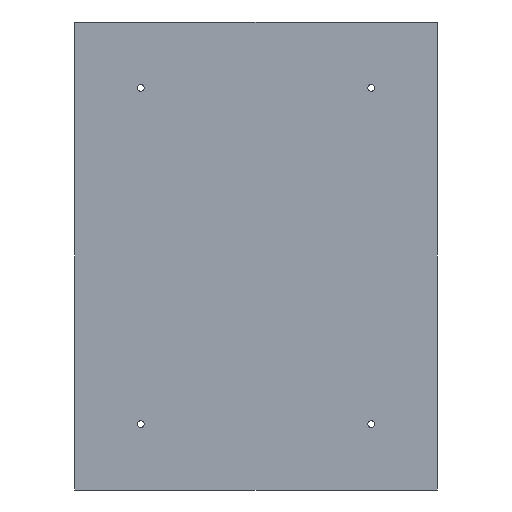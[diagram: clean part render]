
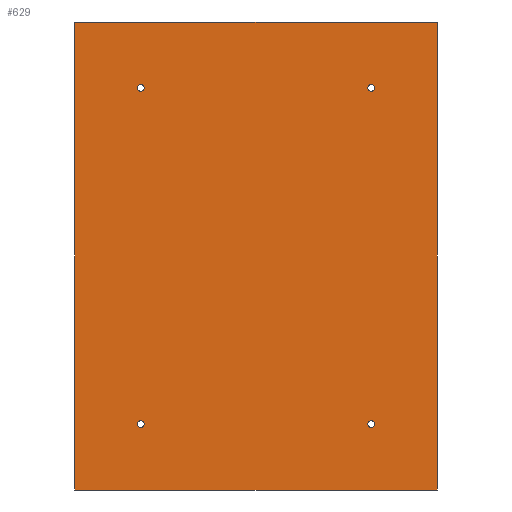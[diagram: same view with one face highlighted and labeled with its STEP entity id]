
A CAD part, front view. The second image highlights one B-rep face of the part: STEP entity #629.
In plain terms, the highlighted planar face has unit normal (0, -1, 0).
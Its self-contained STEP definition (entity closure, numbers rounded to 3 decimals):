
#19 = AXIS2_PLACEMENT_3D ( 'NONE', #618, #818, #813 ) ;
#22 = CARTESIAN_POINT ( 'NONE',  ( 52.45, 0., -74.95 ) ) ;
#47 = ORIENTED_EDGE ( 'NONE', *, *, #111, .T. ) ;
#50 = AXIS2_PLACEMENT_3D ( 'NONE', #594, #226, #369 ) ;
#52 = EDGE_LOOP ( 'NONE', ( #236, #858 ) ) ;
#81 = VECTOR ( 'NONE', #538, 1000. ) ;
#95 = CIRCLE ( 'NONE', #460, 1.55 ) ;
#105 = DIRECTION ( 'NONE',  ( 0., 1., 0. ) ) ;
#108 = CARTESIAN_POINT ( 'NONE',  ( 52.45, 0., 76.5 ) ) ;
#111 = EDGE_CURVE ( 'NONE', #207, #692, #95, .T. ) ;
#112 = CIRCLE ( 'NONE', #139, 1.55 ) ;
#123 = LINE ( 'NONE', #899, #535 ) ;
#139 = AXIS2_PLACEMENT_3D ( 'NONE', #546, #475, #752 ) ;
#141 = DIRECTION ( 'NONE',  ( 0., 0., 1. ) ) ;
#142 = VERTEX_POINT ( 'NONE', #175 ) ;
#148 = EDGE_CURVE ( 'NONE', #313, #627, #238, .T. ) ;
#156 = AXIS2_PLACEMENT_3D ( 'NONE', #526, #801, #378 ) ;
#157 = VERTEX_POINT ( 'NONE', #22 ) ;
#170 = CARTESIAN_POINT ( 'NONE',  ( -82.45, 0., 106.5 ) ) ;
#172 = VERTEX_POINT ( 'NONE', #871 ) ;
#175 = CARTESIAN_POINT ( 'NONE',  ( -52.45, 0., 74.95 ) ) ;
#182 = DIRECTION ( 'NONE',  ( 0., 0., 1. ) ) ;
#196 = EDGE_CURVE ( 'NONE', #692, #207, #736, .T. ) ;
#199 = VERTEX_POINT ( 'NONE', #513 ) ;
#207 = VERTEX_POINT ( 'NONE', #595 ) ;
#219 = ORIENTED_EDGE ( 'NONE', *, *, #148, .F. ) ;
#226 = DIRECTION ( 'NONE',  ( 0., 1., 0. ) ) ;
#236 = ORIENTED_EDGE ( 'NONE', *, *, #412, .T. ) ;
#238 = LINE ( 'NONE', #170, #521 ) ;
#246 = CIRCLE ( 'NONE', #403, 1.55 ) ;
#247 = PLANE ( 'NONE',  #709 ) ;
#265 = VERTEX_POINT ( 'NONE', #789 ) ;
#286 = CARTESIAN_POINT ( 'NONE',  ( -52.45, 0., 78.05 ) ) ;
#288 = ORIENTED_EDGE ( 'NONE', *, *, #779, .T. ) ;
#305 = EDGE_CURVE ( 'NONE', #401, #313, #123, .T. ) ;
#306 = FACE_OUTER_BOUND ( 'NONE', #328, .T. ) ;
#310 = FACE_BOUND ( 'NONE', #467, .T. ) ;
#311 = DIRECTION ( 'NONE',  ( 1., 0., 0. ) ) ;
#313 = VERTEX_POINT ( 'NONE', #551 ) ;
#326 = EDGE_CURVE ( 'NONE', #142, #548, #112, .T. ) ;
#328 = EDGE_LOOP ( 'NONE', ( #333, #494, #219, #795 ) ) ;
#331 = DIRECTION ( 'NONE',  ( 0., 0., 1. ) ) ;
#333 = ORIENTED_EDGE ( 'NONE', *, *, #772, .F. ) ;
#334 = DIRECTION ( 'NONE',  ( -1., 0., 0. ) ) ;
#369 = DIRECTION ( 'NONE',  ( 0., 0., 1. ) ) ;
#378 = DIRECTION ( 'NONE',  ( 0., 0., 1. ) ) ;
#394 = DIRECTION ( 'NONE',  ( 0., 1., 0. ) ) ;
#401 = VERTEX_POINT ( 'NONE', #877 ) ;
#402 = CIRCLE ( 'NONE', #19, 1.55 ) ;
#403 = AXIS2_PLACEMENT_3D ( 'NONE', #542, #394, #182 ) ;
#412 = EDGE_CURVE ( 'NONE', #548, #142, #402, .T. ) ;
#413 = CARTESIAN_POINT ( 'NONE',  ( -52.45, 0., -78.05 ) ) ;
#450 = AXIS2_PLACEMENT_3D ( 'NONE', #876, #612, #331 ) ;
#460 = AXIS2_PLACEMENT_3D ( 'NONE', #840, #626, #141 ) ;
#467 = EDGE_LOOP ( 'NONE', ( #806, #890 ) ) ;
#475 = DIRECTION ( 'NONE',  ( 0., 1., 0. ) ) ;
#494 = ORIENTED_EDGE ( 'NONE', *, *, #903, .F. ) ;
#512 = CARTESIAN_POINT ( 'NONE',  ( -80.9, 0., -29.78 ) ) ;
#513 = CARTESIAN_POINT ( 'NONE',  ( -52.45, 0., -74.95 ) ) ;
#517 = FACE_BOUND ( 'NONE', #826, .T. ) ;
#521 = VECTOR ( 'NONE', #311, 1000. ) ;
#526 = CARTESIAN_POINT ( 'NONE',  ( -52.45, 0., -76.5 ) ) ;
#530 = DIRECTION ( 'NONE',  ( 0., 0., 1. ) ) ;
#535 = VECTOR ( 'NONE', #889, 1000. ) ;
#538 = DIRECTION ( 'NONE',  ( 0., 0., -1. ) ) ;
#542 = CARTESIAN_POINT ( 'NONE',  ( -52.45, 0., -76.5 ) ) ;
#546 = CARTESIAN_POINT ( 'NONE',  ( -52.45, 0., 76.5 ) ) ;
#548 = VERTEX_POINT ( 'NONE', #286 ) ;
#549 = CIRCLE ( 'NONE', #450, 1.55 ) ;
#551 = CARTESIAN_POINT ( 'NONE',  ( -82.45, 0., 106.5 ) ) ;
#559 = VERTEX_POINT ( 'NONE', #413 ) ;
#589 = FACE_BOUND ( 'NONE', #52, .T. ) ;
#594 = CARTESIAN_POINT ( 'NONE',  ( 52.45, 0., -76.5 ) ) ;
#595 = CARTESIAN_POINT ( 'NONE',  ( 52.45, 0., 74.95 ) ) ;
#600 = LINE ( 'NONE', #749, #81 ) ;
#606 = VECTOR ( 'NONE', #334, 1000. ) ;
#612 = DIRECTION ( 'NONE',  ( 0., 1., 0. ) ) ;
#615 = ORIENTED_EDGE ( 'NONE', *, *, #695, .T. ) ;
#618 = CARTESIAN_POINT ( 'NONE',  ( -52.45, 0., 76.5 ) ) ;
#626 = DIRECTION ( 'NONE',  ( 0., 1., 0. ) ) ;
#627 = VERTEX_POINT ( 'NONE', #715 ) ;
#629 = ADVANCED_FACE ( 'NONE', ( #589, #517, #863, #310, #306 ), #247, .F. ) ;
#665 = CARTESIAN_POINT ( 'NONE',  ( 52.45, 0., 78.05 ) ) ;
#673 = LINE ( 'NONE', #882, #606 ) ;
#674 = EDGE_CURVE ( 'NONE', #199, #559, #710, .T. ) ;
#680 = ORIENTED_EDGE ( 'NONE', *, *, #196, .T. ) ;
#692 = VERTEX_POINT ( 'NONE', #665 ) ;
#695 = EDGE_CURVE ( 'NONE', #157, #265, #836, .T. ) ;
#709 = AXIS2_PLACEMENT_3D ( 'NONE', #512, #793, #719 ) ;
#710 = CIRCLE ( 'NONE', #156, 1.55 ) ;
#715 = CARTESIAN_POINT ( 'NONE',  ( 82.45, 0., 106.5 ) ) ;
#719 = DIRECTION ( 'NONE',  ( 0., 0., 1. ) ) ;
#724 = AXIS2_PLACEMENT_3D ( 'NONE', #108, #105, #530 ) ;
#736 = CIRCLE ( 'NONE', #724, 1.55 ) ;
#749 = CARTESIAN_POINT ( 'NONE',  ( 82.45, 0., 106.5 ) ) ;
#752 = DIRECTION ( 'NONE',  ( 0., 0., 1. ) ) ;
#772 = EDGE_CURVE ( 'NONE', #172, #401, #673, .T. ) ;
#779 = EDGE_CURVE ( 'NONE', #265, #157, #549, .T. ) ;
#789 = CARTESIAN_POINT ( 'NONE',  ( 52.45, 0., -78.05 ) ) ;
#793 = DIRECTION ( 'NONE',  ( 0., 1., 0. ) ) ;
#795 = ORIENTED_EDGE ( 'NONE', *, *, #305, .F. ) ;
#801 = DIRECTION ( 'NONE',  ( 0., 1., 0. ) ) ;
#806 = ORIENTED_EDGE ( 'NONE', *, *, #674, .T. ) ;
#813 = DIRECTION ( 'NONE',  ( 0., 0., 1. ) ) ;
#818 = DIRECTION ( 'NONE',  ( 0., 1., 0. ) ) ;
#826 = EDGE_LOOP ( 'NONE', ( #680, #47 ) ) ;
#832 = EDGE_CURVE ( 'NONE', #559, #199, #246, .T. ) ;
#836 = CIRCLE ( 'NONE', #50, 1.55 ) ;
#840 = CARTESIAN_POINT ( 'NONE',  ( 52.45, 0., 76.5 ) ) ;
#858 = ORIENTED_EDGE ( 'NONE', *, *, #326, .T. ) ;
#863 = FACE_BOUND ( 'NONE', #875, .T. ) ;
#871 = CARTESIAN_POINT ( 'NONE',  ( 82.45, 0., -106.5 ) ) ;
#875 = EDGE_LOOP ( 'NONE', ( #615, #288 ) ) ;
#876 = CARTESIAN_POINT ( 'NONE',  ( 52.45, 0., -76.5 ) ) ;
#877 = CARTESIAN_POINT ( 'NONE',  ( -82.45, 0., -106.5 ) ) ;
#882 = CARTESIAN_POINT ( 'NONE',  ( -82.45, 0., -106.5 ) ) ;
#889 = DIRECTION ( 'NONE',  ( 0., 0., 1. ) ) ;
#890 = ORIENTED_EDGE ( 'NONE', *, *, #832, .T. ) ;
#899 = CARTESIAN_POINT ( 'NONE',  ( -82.45, 0., 106.5 ) ) ;
#903 = EDGE_CURVE ( 'NONE', #627, #172, #600, .T. ) ;
